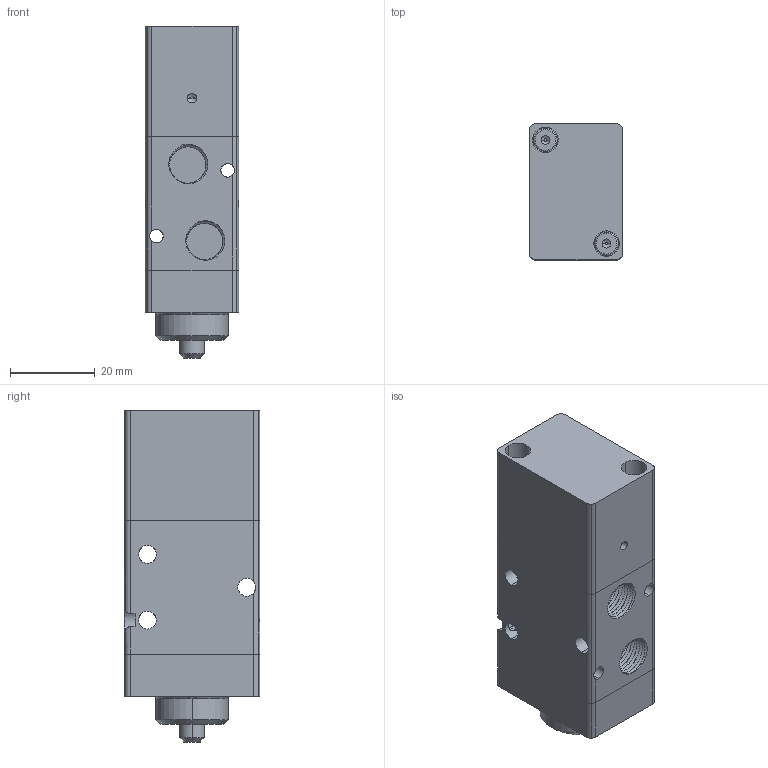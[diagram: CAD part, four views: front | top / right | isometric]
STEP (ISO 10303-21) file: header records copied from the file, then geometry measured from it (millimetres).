
FILE_DESCRIPTION((''),'2;1');
FILE_NAME('00_135_4.stp','2002-12-02T22:05:54',('Branislav Petkovic'),('AZ Pneumatica'),'AutoCAD STEP 2000i','AutoCAD 2000i','Via J. F. Kennedy, 26, 20020 Misinto (MI), ITALY');
FILE_SCHEMA(('CONFIG_CONTROL_DESIGN'));
Length unit declared in the file: millimetre
Products named in the file (7): 00_135_4; 321 TELO; PART1; X21 MEHANICKI; PART2; X21 PNEUMATIKA; PART2A
Assembly tree (6 placements, depth 3):
  00_135_4
    321 TELO
      PART1
    X21 MEHANICKI
      PART2
    X21 PNEUMATIKA
      PART2A
Bounding box: 22 x 32 x 78.2 mm (x, y, z)
Surface area: 15215.4 mm2 (no closed solid volume)
Topology: 0 solids, 3 shells, 225 faces, 612 edges, 404 vertices
Faces by surface type: cylinder 132, plane 61, bspline 16, cone 16
Entity records: 16349 total; most frequent: CARTESIAN_POINT 10749, ORIENTED_EDGE 1216, DIRECTION 1041, EDGE_CURVE 608, VERTEX_POINT 404, AXIS2_PLACEMENT_3D 401, EDGE_LOOP 254, VECTOR 239
